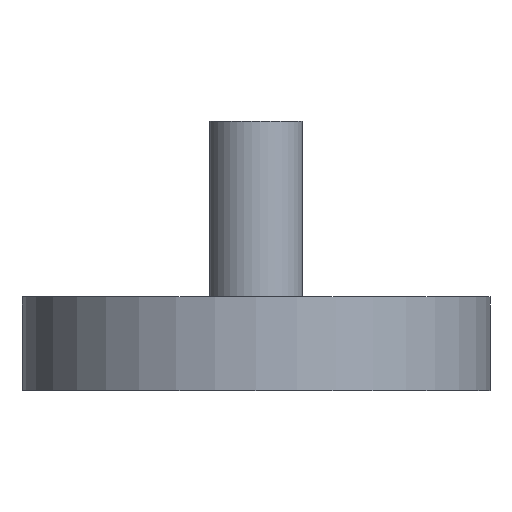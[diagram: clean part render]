
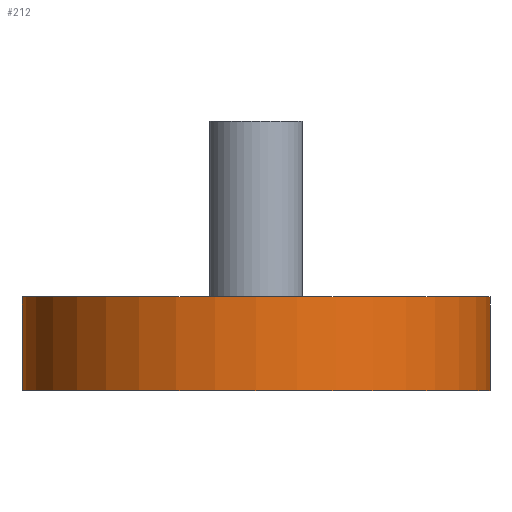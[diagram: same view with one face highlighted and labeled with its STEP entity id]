
A CAD part, front view. The second image highlights one B-rep face of the part: STEP entity #212.
In plain terms, the highlighted cylindrical face has radius 20 mm (diameter 40 mm), a full revolution.
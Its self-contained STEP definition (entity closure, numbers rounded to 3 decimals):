
#16=FACE_BOUND('',#44,.T.);
#20=CYLINDRICAL_SURFACE('',#244,20.);
#28=FACE_OUTER_BOUND('',#43,.T.);
#43=EDGE_LOOP('',(#164,#165,#166,#167));
#44=EDGE_LOOP('',(#168,#169,#170,#171));
#61=LINE('',#356,#78);
#62=LINE('',#360,#79);
#63=LINE('',#364,#80);
#78=VECTOR('',#292,20.);
#79=VECTOR('',#295,10.);
#80=VECTOR('',#298,10.);
#91=CIRCLE('',#245,20.);
#92=CIRCLE('',#246,20.);
#93=CIRCLE('',#247,20.);
#94=CIRCLE('',#248,20.);
#105=VERTEX_POINT('',#353);
#106=VERTEX_POINT('',#355);
#107=VERTEX_POINT('',#358);
#108=VERTEX_POINT('',#359);
#109=VERTEX_POINT('',#361);
#110=VERTEX_POINT('',#363);
#127=EDGE_CURVE('',#105,#105,#91,.T.);
#128=EDGE_CURVE('',#105,#106,#61,.T.);
#129=EDGE_CURVE('',#106,#106,#92,.T.);
#130=EDGE_CURVE('',#107,#108,#62,.T.);
#131=EDGE_CURVE('',#109,#107,#93,.T.);
#132=EDGE_CURVE('',#109,#110,#63,.T.);
#133=EDGE_CURVE('',#108,#110,#94,.T.);
#164=ORIENTED_EDGE('',*,*,#127,.F.);
#165=ORIENTED_EDGE('',*,*,#128,.T.);
#166=ORIENTED_EDGE('',*,*,#129,.F.);
#167=ORIENTED_EDGE('',*,*,#128,.F.);
#168=ORIENTED_EDGE('',*,*,#130,.F.);
#169=ORIENTED_EDGE('',*,*,#131,.F.);
#170=ORIENTED_EDGE('',*,*,#132,.T.);
#171=ORIENTED_EDGE('',*,*,#133,.F.);
#212=ADVANCED_FACE('',(#28,#16),#20,.T.);
#244=AXIS2_PLACEMENT_3D('',#352,#288,#289);
#245=AXIS2_PLACEMENT_3D('',#354,#290,#291);
#246=AXIS2_PLACEMENT_3D('',#357,#293,#294);
#247=AXIS2_PLACEMENT_3D('',#362,#296,#297);
#248=AXIS2_PLACEMENT_3D('',#365,#299,#300);
#288=DIRECTION('center_axis',(0.,0.,
-1.));
#289=DIRECTION('ref_axis',(1.,0.,0.));
#290=DIRECTION('center_axis',(0.,0.,
-1.));
#291=DIRECTION('ref_axis',(1.,0.,0.));
#292=DIRECTION('',(0.,0.,1.));
#293=DIRECTION('center_axis',(0.,0.,
1.));
#294=DIRECTION('ref_axis',(1.,0.,0.));
#295=DIRECTION('',(0.,0.,-1.));
#296=DIRECTION('center_axis',(0.,0.,
-1.));
#297=DIRECTION('ref_axis',(1.,0.,0.));
#298=DIRECTION('',(0.,0.,-1.));
#299=DIRECTION('center_axis',(0.,0.,
1.));
#300=DIRECTION('ref_axis',(1.,0.,0.));
#352=CARTESIAN_POINT('Origin',(-137.114,-91.817,-42.098));
#353=CARTESIAN_POINT('',(-157.114,-91.817,-45.098));
#354=CARTESIAN_POINT('Origin',(-137.114,-91.817,-45.098));
#355=CARTESIAN_POINT('',(-157.114,-91.817,-37.098));
#356=CARTESIAN_POINT('',(-157.114,-91.817,-42.098));
#357=CARTESIAN_POINT('Origin',(-137.114,-91.817,-37.098));
#358=CARTESIAN_POINT('',(-127.114,-74.497,-42.098));
#359=CARTESIAN_POINT('',(-127.114,-74.497,-44.098));
#360=CARTESIAN_POINT('',(-127.114,-74.497,-42.098));
#361=CARTESIAN_POINT('',(-147.114,-74.497,-42.098));
#362=CARTESIAN_POINT('Origin',(-137.114,-91.817,-42.098));
#363=CARTESIAN_POINT('',(-147.114,-74.497,-44.098));
#364=CARTESIAN_POINT('',(-147.114,-74.497,-42.098));
#365=CARTESIAN_POINT('Origin',(-137.114,-91.817,-44.098));
